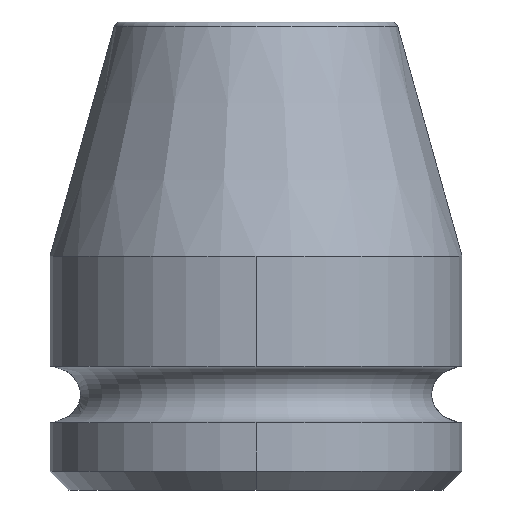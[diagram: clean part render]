
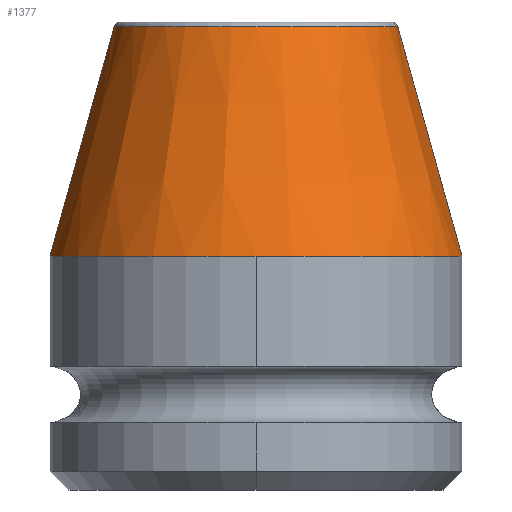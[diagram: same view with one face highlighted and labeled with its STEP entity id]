
A CAD part, left-side view. The second image highlights one B-rep face of the part: STEP entity #1377.
In plain terms, the highlighted conical face has half-angle 15.642 degrees and reference radius 18.572 mm.
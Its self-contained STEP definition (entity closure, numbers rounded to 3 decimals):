
#365=CARTESIAN_POINT('',(0.,0.,25.));
#366=DIRECTION('',(0.,0.,1.));
#367=DIRECTION('',(-1.,0.,0.));
#368=AXIS2_PLACEMENT_3D('',#365,#366,#367);
#429=CARTESIAN_POINT('',(0.,0.,25.));
#430=DIRECTION('',(0.,0.,1.));
#431=DIRECTION('',(0.,1.,0.));
#432=AXIS2_PLACEMENT_3D('',#429,#430,#431);
#461=CARTESIAN_POINT('',(0.,0.,49.489));
#462=DIRECTION('',(0.,0.,1.));
#463=DIRECTION('',(0.,1.,0.));
#464=AXIS2_PLACEMENT_3D('',#461,#462,#463);
#735=DIRECTION('',(0.,0.27,-0.963));
#736=VECTOR('',#735,25.431);
#737=CARTESIAN_POINT('',(0.,15.143,
49.489));
#738=LINE('',#737,#736);
#739=DIRECTION('',(0.,-0.27,-0.963));
#740=VECTOR('',#739,25.431);
#741=CARTESIAN_POINT('',(0.,-15.143,
49.489));
#742=LINE('',#741,#740);
#876=CARTESIAN_POINT('',(0.,22.,25.));
#877=CARTESIAN_POINT('',(-22.,0.,25.));
#878=VERTEX_POINT('',#876);
#879=VERTEX_POINT('',#877);
#880=CARTESIAN_POINT('',(0.,-22.,25.));
#881=VERTEX_POINT('',#880);
#888=CARTESIAN_POINT('',(0.,15.143,49.489));
#889=CARTESIAN_POINT('',(0.,-15.143,49.489));
#890=VERTEX_POINT('',#888);
#891=VERTEX_POINT('',#889);
#1362=CARTESIAN_POINT('',(0.,0.,37.244));
#1363=DIRECTION('',(0.,0.,-1.));
#1364=DIRECTION('',(0.,-1.,0.));
#1365=AXIS2_PLACEMENT_3D('',#1362,#1363,#1364);
#1366=CONICAL_SURFACE('',#1365,18.572,15.642);
#1368=ORIENTED_EDGE('',*,*,#1367,.T.);
#1370=ORIENTED_EDGE('',*,*,#1369,.T.);
#1371=ORIENTED_EDGE('',*,*,#1285,.F.);
#1372=ORIENTED_EDGE('',*,*,#1325,.F.);
#1374=ORIENTED_EDGE('',*,*,#1373,.F.);
#1375=EDGE_LOOP('',(#1368,#1370,#1371,#1372,#1374));
#1376=FACE_OUTER_BOUND('',#1375,.F.);
#1377=ADVANCED_FACE('',(#1376),#1366,.T.);
#369=CIRCLE('',#368,22.);
#433=CIRCLE('',#432,22.);
#465=CIRCLE('',#464,15.143);
#1285=EDGE_CURVE('',#879,#881,#369,.T.);
#1325=EDGE_CURVE('',#878,#879,#433,.T.);
#1367=EDGE_CURVE('',#890,#891,#465,.T.);
#1369=EDGE_CURVE('',#891,#881,#742,.T.);
#1373=EDGE_CURVE('',#890,#878,#738,.T.);
